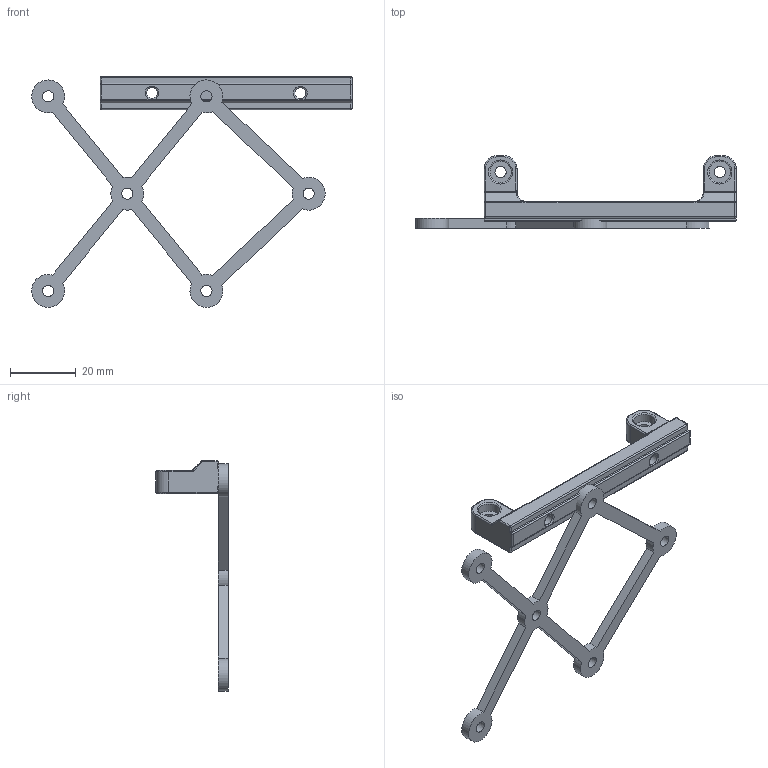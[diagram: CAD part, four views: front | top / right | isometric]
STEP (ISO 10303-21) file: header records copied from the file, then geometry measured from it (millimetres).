
FILE_DESCRIPTION(/* description */ (''),/* implementation_level */ '2;1');
FILE_NAME(/* name */ 'B-RS_25_5V_Mount_Right_Angle-X.stp',/* time_stamp */ '2020-10-19T14:04:01-07:00',/* author */ (''),/* organization */ (''),/* preprocessor_version */ 'ST-DEVELOPER v18.1',/* originating_system */ 'Autodesk Translation Framework v9.3.0.1241',/* authorisation */ '');
FILE_SCHEMA (('AUTOMOTIVE_DESIGN { 1 0 10303 214 3 1 1 }'));
Length unit declared in the file: millimetre
Products named in the file (1): FusionComponent
Bounding box: 97.25 x 22 x 70 mm (x, y, z)
Volume: 9090.5 mm3; surface area: 7540.7 mm2
Topology: 2 solids, 2 shells, 162 faces, 396 edges, 238 vertices
Faces by surface type: cylinder 68, plane 36, bspline 28, torus 20, sphere 10
Full cylindrical faces by diameter (mm): 3.4 x10, 6.5 x4
Entity records: 8091 total; most frequent: CARTESIAN_POINT 4276, ORIENTED_EDGE 792, DIRECTION 790, EDGE_CURVE 396, AXIS2_PLACEMENT_3D 319, VERTEX_POINT 238, EDGE_LOOP 184, CIRCLE 176
